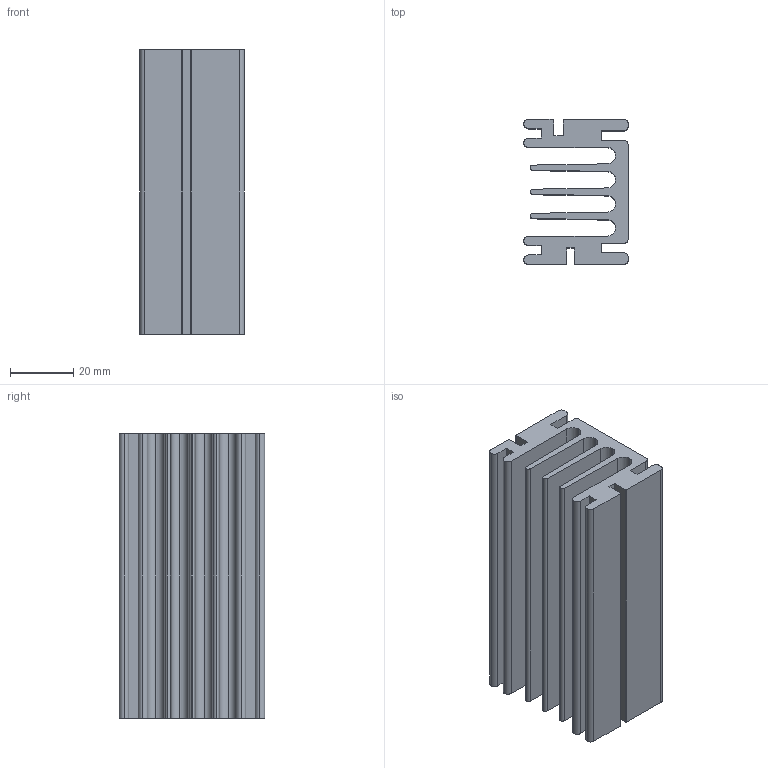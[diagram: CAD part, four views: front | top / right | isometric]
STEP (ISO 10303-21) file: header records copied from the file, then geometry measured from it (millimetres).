
FILE_DESCRIPTION(('STEP AP214'),'1');
FILE_NAME('v5583k.stp','2023-03-03T00:45:31',('TraceParts'),('TraceParts S.A.'),'Spatial InterOp 3D',' ',' ');
FILE_SCHEMA(('AUTOMOTIVE_DESIGN { 1 0 10303 214 1 1 1 1 }'));
Length unit declared in the file: millimetre
Products named in the file (1): v5583k
Bounding box: 33 x 46 x 90 mm (x, y, z)
Volume: 68655.8 mm3; surface area: 40426.1 mm2
Topology: 1 solids, 1 shells, 72 faces, 210 edges, 140 vertices
Faces by surface type: plane 40, cylinder 32
Entity records: 2413 total; most frequent: CARTESIAN_POINT 423, DIRECTION 420, ORIENTED_EDGE 420, EDGE_CURVE 210, LINE 146, VECTOR 146, VERTEX_POINT 140, AXIS2_PLACEMENT_3D 137
